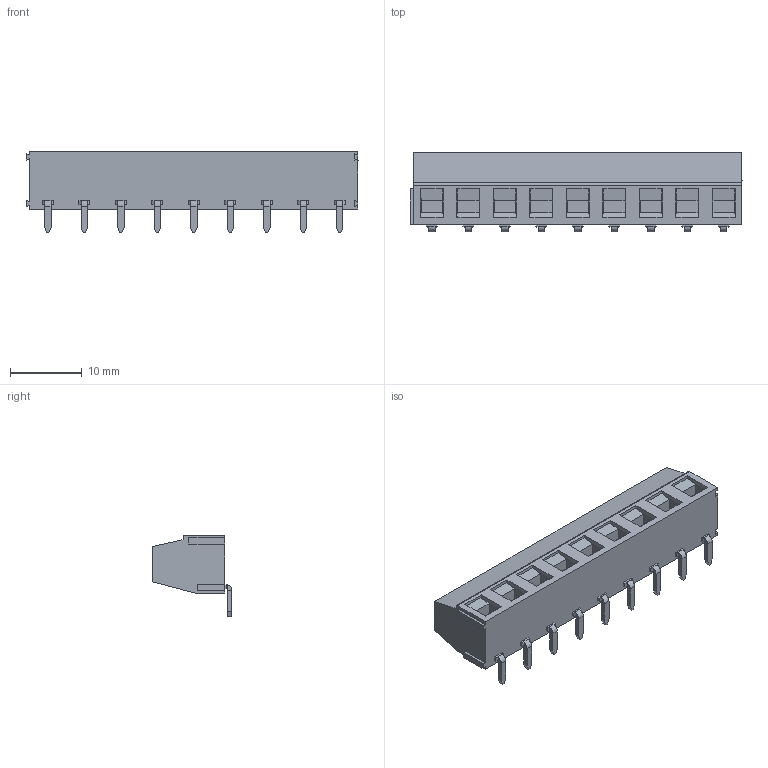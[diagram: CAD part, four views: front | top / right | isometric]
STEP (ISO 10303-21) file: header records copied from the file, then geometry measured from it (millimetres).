
FILE_DESCRIPTION (( 'STEP AP214' ), '1' );
FILE_NAME ('DG127R-5.08-09P-4Y-00AH.STEP', '2021-01-02T23:49:00', ( '' ), ( '' ), 'SwSTEP 2.0', 'SolidWorks 2020', '' );
FILE_SCHEMA (( 'AUTOMOTIVE_DESIGN' ));
Length unit declared in the file: millimetre
Products named in the file (1): DG127R-5.08-09P-4Y-00AH
Bounding box: 46.22 x 11.1 x 11.4 mm (x, y, z)
Volume: 2891.6 mm3; surface area: 2700.5 mm2
Topology: 1 solids, 1 shells, 784 faces, 2046 edges, 1331 vertices
Faces by surface type: plane 535, bspline 167, cylinder 55, torus 27
Entity records: 38816 total; most frequent: CARTESIAN_POINT 13925, ORIENTED_EDGE 4092, DIRECTION 3022, EDGE_CURVE 2046, VECTOR 1422, LINE 1422, VERTEX_POINT 1331, EDGE_LOOP 851
